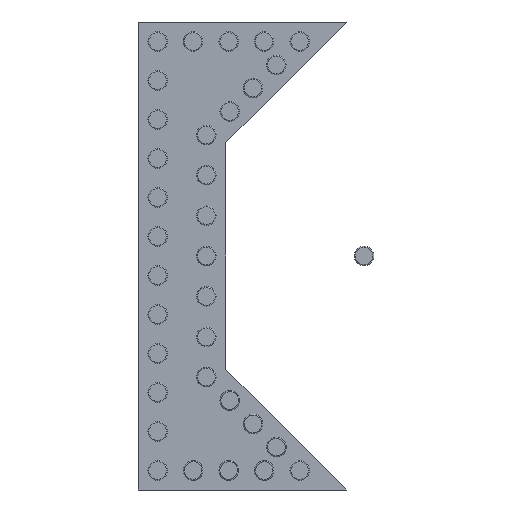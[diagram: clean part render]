
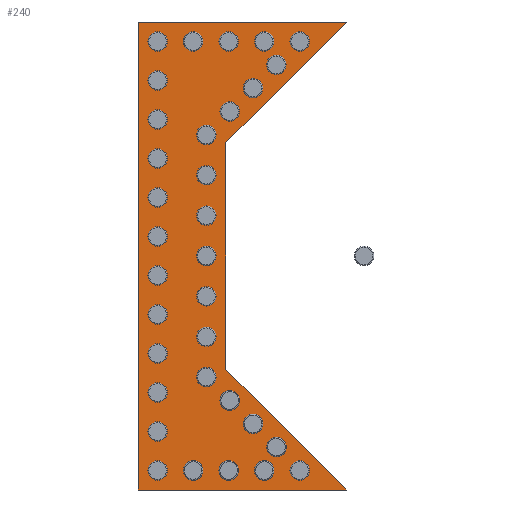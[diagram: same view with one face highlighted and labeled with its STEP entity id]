
A CAD part, front view. The second image highlights one B-rep face of the part: STEP entity #240.
In plain terms, the highlighted planar face has unit normal (0, -1, 0).
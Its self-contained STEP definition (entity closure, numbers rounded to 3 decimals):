
#32=CARTESIAN_POINT('',(-1.778,0.,24.));
#33=VERTEX_POINT('',#32);
#34=CARTESIAN_POINT('',(-14.18,0.,11.598));
#35=VERTEX_POINT('',#34);
#36=CARTESIAN_POINT('',(-1.778,0.,24.));
#37=DIRECTION('',(-0.707,0.,-0.707));
#38=VECTOR('',#37,17.539);
#39=LINE('',#36,#38);
#40=EDGE_CURVE('',#33,#35,#39,.T.);
#72=CARTESIAN_POINT('',(-14.18,0.,-11.598));
#73=VERTEX_POINT('',#72);
#74=CARTESIAN_POINT('',(-14.18,0.,11.598));
#75=DIRECTION('',(0.,0.,-1.));
#76=VECTOR('',#75,23.196);
#77=LINE('',#74,#76);
#78=EDGE_CURVE('',#35,#73,#77,.T.);
#103=CARTESIAN_POINT('',(-1.778,0.,-24.));
#104=VERTEX_POINT('',#103);
#105=CARTESIAN_POINT('',(-14.18,0.,-11.598));
#106=DIRECTION('',(0.707,0.,-0.707));
#107=VECTOR('',#106,17.539);
#108=LINE('',#105,#107);
#109=EDGE_CURVE('',#73,#104,#108,.T.);
#134=CARTESIAN_POINT('',(-23.18,0.,-24.));
#135=VERTEX_POINT('',#134);
#136=CARTESIAN_POINT('',(-1.778,0.,-24.));
#137=DIRECTION('',(-1.,0.,-0.));
#138=VECTOR('',#137,21.402);
#139=LINE('',#136,#138);
#140=EDGE_CURVE('',#104,#135,#139,.T.);
#165=CARTESIAN_POINT('',(-23.18,0.,24.));
#166=VERTEX_POINT('',#165);
#167=CARTESIAN_POINT('',(-23.18,0.,-24.));
#168=DIRECTION('',(-0.,0.,1.));
#169=VECTOR('',#168,48.);
#170=LINE('',#167,#169);
#171=EDGE_CURVE('',#135,#166,#170,.T.);
#196=CARTESIAN_POINT('',(-23.18,0.,24.));
#197=DIRECTION('',(1.,0.,0.));
#198=VECTOR('',#197,21.402);
#199=LINE('',#196,#198);
#200=EDGE_CURVE('',#166,#33,#199,.T.);
#227=CARTESIAN_POINT('',(0.,0.,0.));
#228=DIRECTION('',(0.,1.,0.));
#229=DIRECTION('',(-1.,0.,0.));
#230=AXIS2_PLACEMENT_3D('',#227,#228,#229);
#231=PLANE('',#230);
#232=ORIENTED_EDGE('',*,*,#40,.F.);
#233=ORIENTED_EDGE('',*,*,#200,.F.);
#234=ORIENTED_EDGE('',*,*,#171,.F.);
#235=ORIENTED_EDGE('',*,*,#140,.F.);
#236=ORIENTED_EDGE('',*,*,#109,.F.);
#237=ORIENTED_EDGE('',*,*,#78,.F.);
#238=EDGE_LOOP('',(#232,#233,#234,#235,#236,#237));
#239=FACE_BOUND('',#238,.T.);
#240=ADVANCED_FACE('',(#239),#231,.F.);
